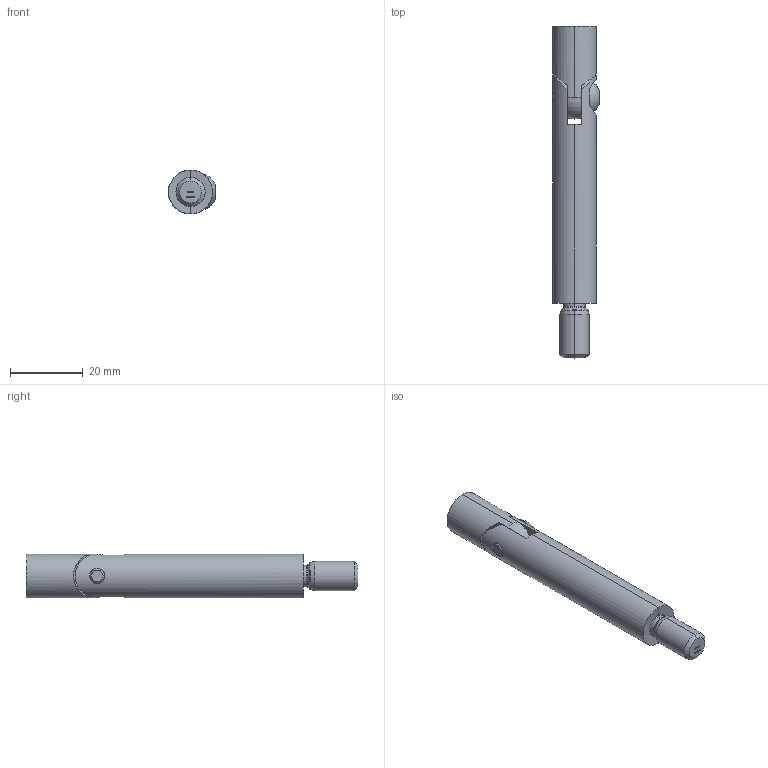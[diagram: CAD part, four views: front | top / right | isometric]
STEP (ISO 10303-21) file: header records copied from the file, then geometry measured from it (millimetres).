
FILE_DESCRIPTION (( 'STEP AP203' ), '1' );
FILE_NAME ('50232-240-12.STEP', '2018-08-07T14:28:48', ( '' ), ( '' ), 'SwSTEP 2.0', 'SolidWorks 2015', '' );
FILE_SCHEMA (( 'CONFIG_CONTROL_DESIGN' ));
Length unit declared in the file: millimetre
Products named in the file (4): 50232-240-12 Teil3_M5x10; 50232-240-12 Teil2_50232-240-12 Teil2; 50232-240-12 Teil1_50232-240-12 Teil1; 50232-240-12
Assembly tree (3 placements, depth 2):
  50232-240-12
    50232-240-12 Teil1_50232-240-12 Teil1
    50232-240-12 Teil2_50232-240-12 Teil2
    50232-240-12 Teil3_M5x10
Bounding box: 12.8 x 91 x 12 mm (x, y, z)
Volume: 8733.7 mm3; surface area: 4697.3 mm2
Topology: 3 solids, 3 shells, 330 faces, 850 edges, 552 vertices
Faces by surface type: plane 158, bspline 112, cylinder 26, cone 23, torus 8, sphere 3
Entity records: 16815 total; most frequent: CARTESIAN_POINT 9126, ORIENTED_EDGE 1686, DIRECTION 1141, EDGE_CURVE 843, VERTEX_POINT 550, LINE 515, VECTOR 515, EDGE_LOOP 367
